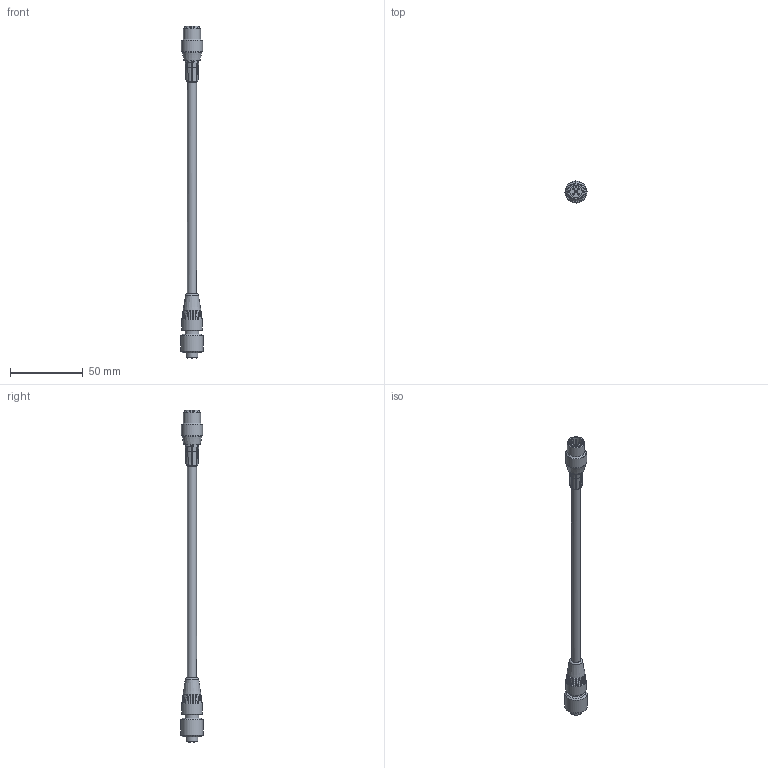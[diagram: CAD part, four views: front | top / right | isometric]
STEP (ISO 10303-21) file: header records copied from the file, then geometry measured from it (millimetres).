
FILE_DESCRIPTION(/* description */ (''),/* implementation_level */ '2;1');
FILE_NAME(/* name */ 'CMX2155.stp',/* time_stamp */ '2017-05-08T12:28:10-04:00',/* author */ ('aneininger'),/* organization */ ('CONNECTION TECHNOLOGY CENTER'),/* preprocessor_version */ 'ST-DEVELOPER v16.5',/* originating_system */ 'Autodesk Inventor 2017',/* authorisation */ '');
FILE_SCHEMA (('AUTOMOTIVE_DESIGN { 1 0 10303 214 3 1 1 }'));
Length unit declared in the file: inch
Products named in the file (1): Part13
Bounding box: 15.24 x 15.24 x 228.63 mm (x, y, z)
Volume: 12764.3 mm3; surface area: 10722.5 mm2
Topology: 1 solids, 13 shells, 497 faces, 1210 edges, 794 vertices
Faces by surface type: plane 253, cylinder 109, cone 72, bspline 44, torus 14, sphere 5
Full cylindrical faces by diameter (mm): 0.635 x5, 0.991 x5, 1.143 x10, 1.27 x5, 1.397 x4, 1.524 x1, 1.676 x1, 1.905 x1, 1.93 x15, 2.54 x5, 6.223 x1, 8.382 x1, 8.433 x1, 9.423 x1, 9.525 x1, 9.677 x1, 9.779 x1, 9.906 x1, 10.414 x1, 10.795 x1, 10.922 x2, 11.836 x1, 11.974 x1, 12.119 x1, 12.265 x1, 12.41 x1, 12.555 x1, 12.7 x2, 12.845 x1, 12.99 x1
Entity records: 14438 total; most frequent: CARTESIAN_POINT 3537, DIRECTION 2083, ORIENTED_EDGE 1914, EDGE_CURVE 957, AXIS2_PLACEMENT_3D 832, EDGE_LOOP 735, VERTEX_POINT 702, STYLED_ITEM 498
